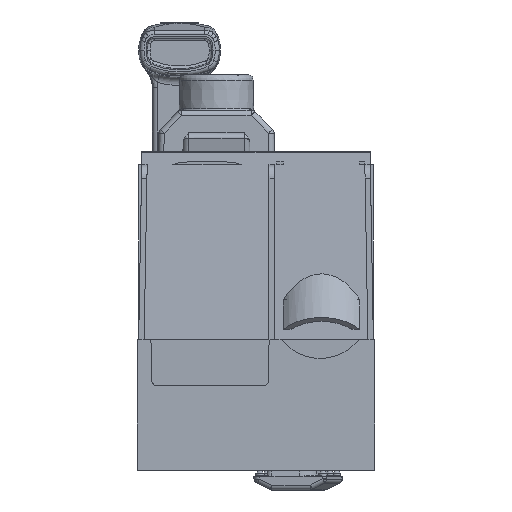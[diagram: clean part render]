
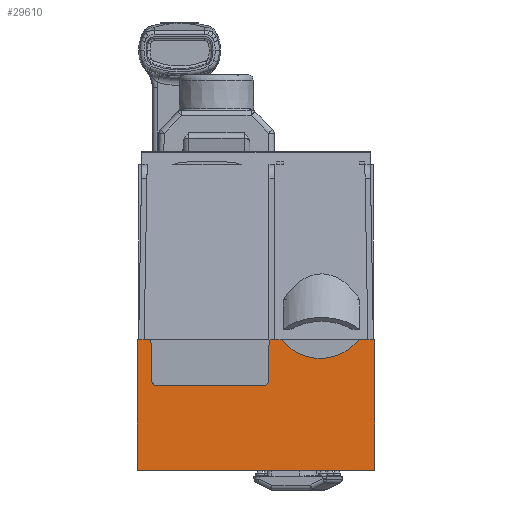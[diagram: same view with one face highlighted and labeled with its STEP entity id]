
A CAD part, front view. The second image highlights one B-rep face of the part: STEP entity #29610.
In plain terms, the highlighted planar face has unit normal (0, -1, 0.018).
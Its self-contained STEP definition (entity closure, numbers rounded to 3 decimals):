
#24700=B_SPLINE_CURVE_WITH_KNOTS('',5,(#102533,#102534,#102535,#102536,
#102537,#102538,#102539,#102540,#102541,#102542,#102543,#102544,#102545,
#102546,#102547),.UNSPECIFIED.,.F.,.F.,(6,3,3,3,6),(0.,0.331,
0.656,0.987,1.),.UNSPECIFIED.);
#24701=B_SPLINE_CURVE_WITH_KNOTS('',5,(#102551,#102552,#102553,#102554,
#102555,#102556,#102557,#102558,#102559,#102560,#102561,#102562,#102563,
#102564,#102565),.UNSPECIFIED.,.F.,.F.,(6,3,3,3,6),(0.,0.331,
0.656,0.987,1.),.UNSPECIFIED.);
#27092=ELLIPSE('',#78695,1.,1.);
#27093=ELLIPSE('',#78701,18.003,18.);
#27094=ELLIPSE('',#78703,18.003,18.);
#27095=ELLIPSE('',#78706,1.,1.);
#29610=ADVANCED_FACE('NAUO1\\CUT-REVOLVE2',(#33792),#32552,.T.);
#32552=PLANE('',#78713);
#33792=FACE_OUTER_BOUND('',#36957,.T.);
#36957=EDGE_LOOP('',(#42972,#42973,#42974,#42975,#42976,#42977,#42978,#42979,
#42980,#42981,#42982,#42983,#42984,#42985,#42986,#42987,#42988,#42989,#42990,
#42991));
#42972=ORIENTED_EDGE('',*,*,#61988,.F.);
#42973=ORIENTED_EDGE('',*,*,#63726,.T.);
#42974=ORIENTED_EDGE('',*,*,#63724,.T.);
#42975=ORIENTED_EDGE('',*,*,#63736,.T.);
#42976=ORIENTED_EDGE('',*,*,#63737,.T.);
#42977=ORIENTED_EDGE('',*,*,#63738,.T.);
#42978=ORIENTED_EDGE('',*,*,#63734,.T.);
#42979=ORIENTED_EDGE('',*,*,#63711,.T.);
#42980=ORIENTED_EDGE('',*,*,#62774,.F.);
#42981=ORIENTED_EDGE('',*,*,#61997,.F.);
#42982=ORIENTED_EDGE('',*,*,#62783,.F.);
#42983=ORIENTED_EDGE('',*,*,#63715,.T.);
#42984=ORIENTED_EDGE('',*,*,#63717,.T.);
#42985=ORIENTED_EDGE('',*,*,#63718,.F.);
#42986=ORIENTED_EDGE('',*,*,#62863,.F.);
#42987=ORIENTED_EDGE('',*,*,#62001,.F.);
#42988=ORIENTED_EDGE('',*,*,#62773,.F.);
#42989=ORIENTED_EDGE('',*,*,#63720,.T.);
#42990=ORIENTED_EDGE('',*,*,#63721,.T.);
#42991=ORIENTED_EDGE('',*,*,#62763,.F.);
#56608=VERTEX_POINT('',#95950);
#56609=VERTEX_POINT('',#95952);
#56616=VERTEX_POINT('',#95969);
#56618=VERTEX_POINT('',#95972);
#56620=VERTEX_POINT('',#95978);
#56622=VERTEX_POINT('',#95981);
#57109=VERTEX_POINT('',#98878);
#57117=VERTEX_POINT('',#98899);
#57118=VERTEX_POINT('',#98903);
#57125=VERTEX_POINT('',#98937);
#57187=VERTEX_POINT('',#99261);
#57764=VERTEX_POINT('',#102468);
#57766=VERTEX_POINT('',#102474);
#57767=VERTEX_POINT('',#102478);
#57768=VERTEX_POINT('',#102484);
#57771=VERTEX_POINT('',#102493);
#57772=VERTEX_POINT('',#102495);
#57777=VERTEX_POINT('',#102530);
#57778=VERTEX_POINT('',#102548);
#57779=VERTEX_POINT('',#102550);
#61988=EDGE_CURVE('',#56608,#56609,#70438,.T.);
#61997=EDGE_CURVE('',#56616,#56618,#70446,.T.);
#62001=EDGE_CURVE('',#56620,#56622,#70450,.T.);
#62763=EDGE_CURVE('',#56609,#57109,#70973,.T.);
#62773=EDGE_CURVE('',#57117,#56620,#70979,.T.);
#62774=EDGE_CURVE('',#56618,#57118,#70980,.T.);
#62783=EDGE_CURVE('',#57125,#56616,#70986,.T.);
#62863=EDGE_CURVE('',#56622,#57187,#71054,.T.);
#63711=EDGE_CURVE('',#57764,#57118,#27092,.T.);
#63715=EDGE_CURVE('',#57125,#57766,#71669,.T.);
#63717=EDGE_CURVE('',#57766,#57767,#71671,.T.);
#63718=EDGE_CURVE('',#57187,#57767,#71672,.T.);
#63720=EDGE_CURVE('',#57117,#57768,#27093,.T.);
#63721=EDGE_CURVE('',#57768,#57109,#27094,.T.);
#63724=EDGE_CURVE('',#57772,#57771,#71676,.T.);
#63726=EDGE_CURVE('',#56608,#57772,#27095,.T.);
#63734=EDGE_CURVE('',#57777,#57764,#71680,.T.);
#63736=EDGE_CURVE('',#57771,#57778,#24700,.T.);
#63737=EDGE_CURVE('',#57778,#57779,#71682,.T.);
#63738=EDGE_CURVE('',#57779,#57777,#24701,.T.);
#70438=LINE('',#95951,#74186);
#70446=LINE('',#95971,#74194);
#70450=LINE('',#95980,#74198);
#70973=LINE('',#98877,#74751);
#70979=LINE('',#98900,#74757);
#70980=LINE('',#98902,#74758);
#70986=LINE('',#98938,#74764);
#71054=LINE('',#99260,#74832);
#71669=LINE('',#102475,#75468);
#71671=LINE('',#102479,#75470);
#71672=LINE('',#102481,#75471);
#71676=LINE('',#102494,#75475);
#71680=LINE('',#102529,#75479);
#71682=LINE('',#102549,#75481);
#74186=VECTOR('',#82724,1.);
#74194=VECTOR('',#82738,1.);
#74198=VECTOR('',#82744,1.);
#74751=VECTOR('',#83970,1.);
#74757=VECTOR('',#83984,1.);
#74758=VECTOR('',#83987,1.);
#74764=VECTOR('',#83995,1.);
#74832=VECTOR('',#84113,1.);
#75468=VECTOR('',#85483,1.);
#75470=VECTOR('',#85487,1.);
#75471=VECTOR('',#85490,1.);
#75475=VECTOR('',#85504,1.);
#75479=VECTOR('',#85522,1.);
#75481=VECTOR('',#85526,1.);
#78695=AXIS2_PLACEMENT_3D('',#102467,#85475,#85476);
#78701=AXIS2_PLACEMENT_3D('',#102485,#85494,#85495);
#78703=AXIS2_PLACEMENT_3D('',#102487,#85498,#85499);
#78706=AXIS2_PLACEMENT_3D('',#102498,#85508,#85509);
#78713=AXIS2_PLACEMENT_3D('',#102566,#85527,#85528);
#82724=DIRECTION('',(1.,0.,0.));
#82738=DIRECTION('',(1.,0.,0.));
#82744=DIRECTION('',(1.,0.,0.));
#83970=DIRECTION('',(1.,0.,0.));
#83984=DIRECTION('',(1.,0.,0.));
#83987=DIRECTION('',(1.,0.,0.));
#83995=DIRECTION('',(1.,0.,0.));
#84113=DIRECTION('',(1.,0.,0.));
#85475=DIRECTION('',(0.,-1.,0.017));
#85476=DIRECTION('',(0.,-0.017,-1.));
#85483=DIRECTION('',(0.,-0.017,-1.));
#85487=DIRECTION('',(1.,0.,0.));
#85490=DIRECTION('',(0.,-0.017,-1.));
#85494=DIRECTION('',(0.,1.,-0.017));
#85495=DIRECTION('',(0.,-0.017,-1.));
#85498=DIRECTION('',(0.,1.,-0.017));
#85499=DIRECTION('',(0.,-0.017,-1.));
#85504=DIRECTION('',(-0.017,-0.017,-1.));
#85508=DIRECTION('',(0.,-1.,0.017));
#85509=DIRECTION('',(0.,-0.017,-1.));
#85522=DIRECTION('',(-0.017,0.017,1.));
#85526=DIRECTION('',(-1.,0.,0.));
#85527=DIRECTION('',(0.,-1.,0.017));
#85528=DIRECTION('',(0.,0.017,1.));
#95950=CARTESIAN_POINT('',(5.783,-171.662,48.));
#95951=CARTESIAN_POINT('',(7.517,-171.662,48.));
#95952=CARTESIAN_POINT('',(6.75,-171.662,48.));
#95969=CARTESIAN_POINT('',(-43.,-171.662,48.));
#95971=CARTESIAN_POINT('',(-41.491,-171.662,48.));
#95972=CARTESIAN_POINT('',(-41.,-171.662,48.));
#95978=CARTESIAN_POINT('',(41.,-171.662,48.));
#95980=CARTESIAN_POINT('',(40.624,-171.662,48.));
#95981=CARTESIAN_POINT('',(43.,-171.662,48.));
#98877=CARTESIAN_POINT('',(7.517,-171.662,48.));
#98878=CARTESIAN_POINT('',(9.252,-171.662,48.));
#98899=CARTESIAN_POINT('',(37.748,-171.662,48.));
#98900=CARTESIAN_POINT('',(40.624,-171.662,48.));
#98902=CARTESIAN_POINT('',(-41.491,-171.662,48.));
#98903=CARTESIAN_POINT('',(-39.483,-171.662,48.));
#98937=CARTESIAN_POINT('',(-43.5,-171.662,48.));
#98938=CARTESIAN_POINT('',(-41.491,-171.662,48.));
#99260=CARTESIAN_POINT('',(40.624,-171.662,48.));
#99261=CARTESIAN_POINT('',(43.5,-171.662,48.));
#102467=CARTESIAN_POINT('',(-39.483,-171.68,47.));
#102468=CARTESIAN_POINT('',(-38.483,-171.679,47.017));
#102474=CARTESIAN_POINT('',(-43.5,-172.5,0.));
#102475=CARTESIAN_POINT('',(-43.5,-172.081,24.));
#102478=CARTESIAN_POINT('',(43.5,-172.5,0.));
#102479=CARTESIAN_POINT('',(0.,-172.5,0.));
#102481=CARTESIAN_POINT('',(43.5,-172.081,24.));
#102484=CARTESIAN_POINT('',(23.5,-171.784,41.));
#102485=CARTESIAN_POINT('',(23.5,-171.47,59.));
#102487=CARTESIAN_POINT('',(23.5,-171.47,59.));
#102493=CARTESIAN_POINT('',(4.538,-171.925,32.965));
#102494=CARTESIAN_POINT('',(4.66,-171.802,39.991));
#102495=CARTESIAN_POINT('',(4.783,-171.679,47.017));
#102498=CARTESIAN_POINT('',(5.783,-171.68,47.));
#102529=CARTESIAN_POINT('',(-38.36,-171.802,39.991));
#102530=CARTESIAN_POINT('',(-38.238,-171.925,32.965));
#102533=CARTESIAN_POINT('',(4.538,-171.925,32.965));
#102534=CARTESIAN_POINT('',(4.534,-171.928,32.771));
#102535=CARTESIAN_POINT('',(4.507,-171.931,32.572));
#102536=CARTESIAN_POINT('',(4.454,-171.935,32.372));
#102537=CARTESIAN_POINT('',(4.295,-171.942,31.989));
#102538=CARTESIAN_POINT('',(4.039,-171.947,31.653));
#102539=CARTESIAN_POINT('',(3.89,-171.95,31.504));
#102540=CARTESIAN_POINT('',(3.555,-171.955,31.246));
#102541=CARTESIAN_POINT('',(3.171,-171.957,31.086));
#102542=CARTESIAN_POINT('',(2.971,-171.958,31.032));
#102543=CARTESIAN_POINT('',(2.763,-171.959,31.003));
#102544=CARTESIAN_POINT('',(2.561,-171.959,31.));
#102545=CARTESIAN_POINT('',(2.553,-171.959,31.));
#102546=CARTESIAN_POINT('',(2.546,-171.959,31.));
#102547=CARTESIAN_POINT('',(2.538,-171.959,31.));
#102548=CARTESIAN_POINT('',(2.538,-171.959,31.));
#102549=CARTESIAN_POINT('',(-16.85,-171.959,31.));
#102550=CARTESIAN_POINT('',(-36.238,-171.959,31.));
#102551=CARTESIAN_POINT('',(-36.238,-171.959,31.));
#102552=CARTESIAN_POINT('',(-36.432,-171.959,31.));
#102553=CARTESIAN_POINT('',(-36.631,-171.958,31.023));
#102554=CARTESIAN_POINT('',(-36.832,-171.958,31.073));
#102555=CARTESIAN_POINT('',(-37.218,-171.955,31.226));
#102556=CARTESIAN_POINT('',(-37.558,-171.951,31.476));
#102557=CARTESIAN_POINT('',(-37.71,-171.948,31.622));
#102558=CARTESIAN_POINT('',(-37.973,-171.942,31.953));
#102559=CARTESIAN_POINT('',(-38.141,-171.936,32.333));
#102560=CARTESIAN_POINT('',(-38.198,-171.932,32.532));
#102561=CARTESIAN_POINT('',(-38.231,-171.929,32.74));
#102562=CARTESIAN_POINT('',(-38.237,-171.925,32.942));
#102563=CARTESIAN_POINT('',(-38.237,-171.925,32.95));
#102564=CARTESIAN_POINT('',(-38.237,-171.925,32.957));
#102565=CARTESIAN_POINT('',(-38.238,-171.925,32.965));
#102566=CARTESIAN_POINT('',(-43.5,-172.5,0.));
